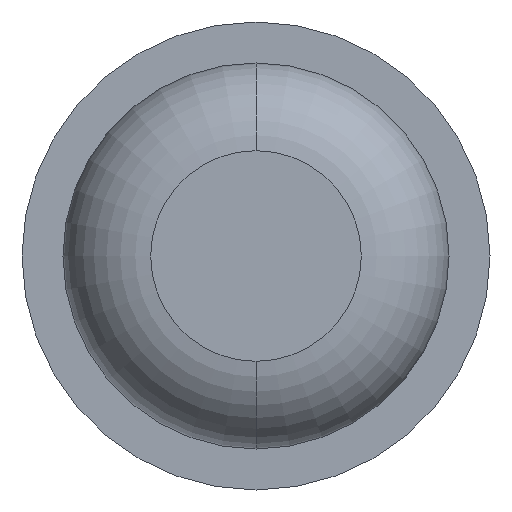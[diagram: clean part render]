
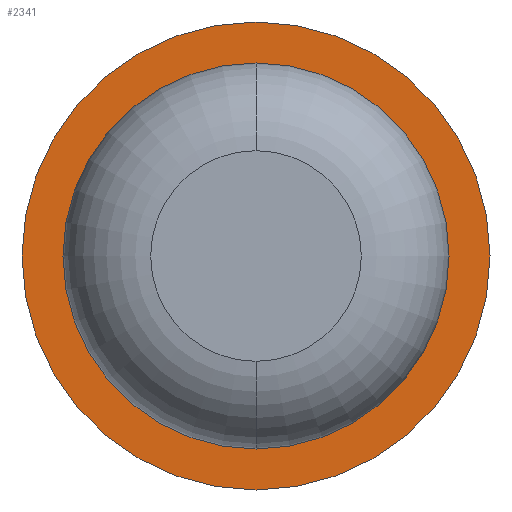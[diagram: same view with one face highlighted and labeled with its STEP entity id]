
A CAD part, front view. The second image highlights one B-rep face of the part: STEP entity #2341.
In plain terms, the highlighted planar face has unit normal (0, -1, 0).
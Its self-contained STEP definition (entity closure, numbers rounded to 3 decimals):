
#12 = DIRECTION ( 'NONE',  ( 0., 0., 1. ) ) ;
#20 = EDGE_CURVE ( 'Defeature ausgef�hrt1_4+Defeature ausgef�hrt1_0+Defeature ausgef�hrt1_0+Defeature ausgef�hrt1_0', #1674, #1594, #2352, .T. ) ;
#33 = CARTESIAN_POINT ( 'NONE',  ( 0., -2., 0. ) ) ;
#41 = DIRECTION ( 'NONE',  ( 0., 1., 0. ) ) ;
#162 = ORIENTED_EDGE ( 'NONE', *, *, #2871, .F. ) ;
#233 = DIRECTION ( 'NONE',  ( 0., 0., 1. ) ) ;
#358 = EDGE_LOOP ( 'NONE', ( #2549, #2588 ) ) ;
#555 = DIRECTION ( 'NONE',  ( 0., 0., 1. ) ) ;
#562 = AXIS2_PLACEMENT_3D ( 'NONE', #615, #1951, #2477 ) ;
#615 = CARTESIAN_POINT ( 'NONE',  ( 0., -2., 0. ) ) ;
#637 = CARTESIAN_POINT ( 'NONE',  ( 0., -2., -0.825 ) ) ;
#770 = DIRECTION ( 'NONE',  ( 0., 1., 0. ) ) ;
#782 = CIRCLE ( 'NONE', #1413, 0.825 ) ;
#840 = CIRCLE ( 'NONE', #562, 1. ) ;
#842 = FACE_OUTER_BOUND ( 'NONE', #1503, .T. ) ;
#1056 = EDGE_CURVE ( 'Defeature ausgef�hrt1_4+Defeature ausgef�hrt1_0+Defeature ausgef�hrt1_0+Defeature ausgef�hrt1_0', #1594, #1674, #782, .T. ) ;
#1158 = AXIS2_PLACEMENT_3D ( 'NONE', #2839, #770, #233 ) ;
#1211 = DIRECTION ( 'NONE',  ( 0., 1., 0. ) ) ;
#1251 = DIRECTION ( 'NONE',  ( 0., 0., 1. ) ) ;
#1373 = AXIS2_PLACEMENT_3D ( 'NONE', #33, #41, #555 ) ;
#1413 = AXIS2_PLACEMENT_3D ( 'NONE', #3331, #1211, #1251 ) ;
#1503 = EDGE_LOOP ( 'NONE', ( #1667, #162 ) ) ;
#1542 = PLANE ( 'NONE',  #1158 ) ;
#1578 = CARTESIAN_POINT ( 'NONE',  ( 0., -2., 0. ) ) ;
#1594 = VERTEX_POINT ( 'NONE', #637 ) ;
#1667 = ORIENTED_EDGE ( 'NONE', *, *, #3238, .F. ) ;
#1674 = VERTEX_POINT ( 'NONE', #1755 ) ;
#1755 = CARTESIAN_POINT ( 'NONE',  ( 0., -2., 0.825 ) ) ;
#1872 = FACE_BOUND ( 'NONE', #358, .T. ) ;
#1951 = DIRECTION ( 'NONE',  ( 0., 1., 0. ) ) ;
#2341 = ADVANCED_FACE ( 'Defeature ausgef�hrt1_4', ( #842, #1872 ), #1542, .F. ) ;
#2352 = CIRCLE ( 'NONE', #1373, 0.825 ) ;
#2400 = CIRCLE ( 'NONE', #2883, 1. ) ;
#2477 = DIRECTION ( 'NONE',  ( 0., 0., 1. ) ) ;
#2549 = ORIENTED_EDGE ( 'NONE', *, *, #20, .T. ) ;
#2588 = ORIENTED_EDGE ( 'NONE', *, *, #1056, .T. ) ;
#2804 = CARTESIAN_POINT ( 'NONE',  ( 0., -2., -1. ) ) ;
#2839 = CARTESIAN_POINT ( 'NONE',  ( 1., -2., 0. ) ) ;
#2871 = EDGE_CURVE ( 'Defeature ausgef�hrt1_5+Defeature ausgef�hrt1_4+Defeature ausgef�hrt1_4+Defeature ausgef�hrt1_4', #3304, #3301, #840, .T. ) ;
#2883 = AXIS2_PLACEMENT_3D ( 'NONE', #1578, #3150, #12 ) ;
#3051 = CARTESIAN_POINT ( 'NONE',  ( 0., -2., 1. ) ) ;
#3150 = DIRECTION ( 'NONE',  ( 0., 1., 0. ) ) ;
#3238 = EDGE_CURVE ( 'Defeature ausgef�hrt1_5+Defeature ausgef�hrt1_4+Defeature ausgef�hrt1_4+Defeature ausgef�hrt1_4', #3301, #3304, #2400, .T. ) ;
#3301 = VERTEX_POINT ( 'NONE', #3051 ) ;
#3304 = VERTEX_POINT ( 'NONE', #2804 ) ;
#3331 = CARTESIAN_POINT ( 'NONE',  ( 0., -2., 0. ) ) ;
